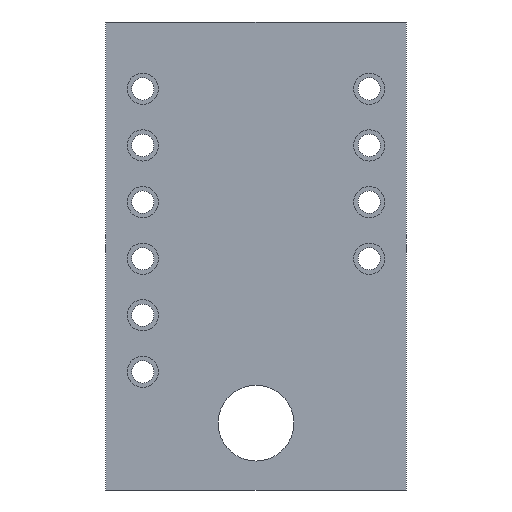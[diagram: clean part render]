
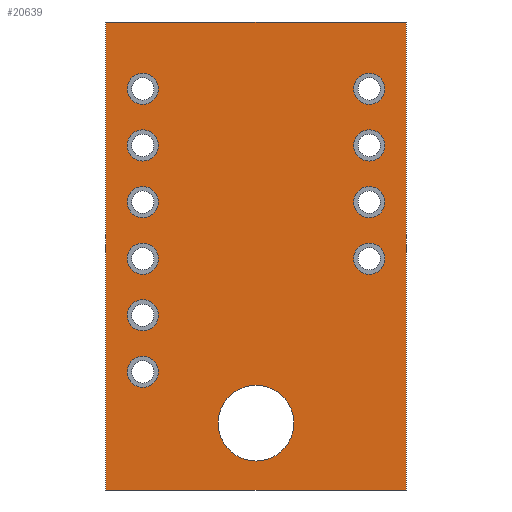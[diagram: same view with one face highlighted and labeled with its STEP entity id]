
A CAD part, left-side view. The second image highlights one B-rep face of the part: STEP entity #20639.
In plain terms, the highlighted planar face has unit normal (-1, 0, 0).
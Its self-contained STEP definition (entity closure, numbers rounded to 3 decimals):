
#2=CARTESIAN_POINT('',(0.,0.,7.5));
#3=DIRECTION('',(-1.,0.,0.));
#4=DIRECTION('',(0.,0.,1.));
#5=AXIS2_PLACEMENT_3D('',#2,#3,#4);
#7=CARTESIAN_POINT('',(0.,0.,7.5));
#8=DIRECTION('',(-1.,0.,0.));
#9=DIRECTION('',(0.,0.,-1.));
#10=AXIS2_PLACEMENT_3D('',#7,#8,#9);
#12=DIRECTION('',(0.,1.,0.));
#13=VECTOR('',#12,13.5);
#14=CARTESIAN_POINT('',(0.,-6.75,-10.5));
#15=LINE('',#14,#13);
#16=DIRECTION('',(0.,0.,1.));
#17=VECTOR('',#16,21.);
#18=CARTESIAN_POINT('',(0.,6.75,-10.5));
#19=LINE('',#18,#17);
#20=DIRECTION('',(0.,-1.,0.));
#21=VECTOR('',#20,13.5);
#22=CARTESIAN_POINT('',(0.,6.75,10.5));
#23=LINE('',#22,#21);
#24=DIRECTION('',(0.,0.,-1.));
#25=VECTOR('',#24,21.);
#26=CARTESIAN_POINT('',(0.,-6.75,10.5));
#27=LINE('',#26,#25);
#28=CARTESIAN_POINT('',(0.,5.08,-7.5));
#29=DIRECTION('',(1.,0.,0.));
#30=DIRECTION('',(0.,0.,-1.));
#31=AXIS2_PLACEMENT_3D('',#28,#29,#30);
#33=CARTESIAN_POINT('',(0.,5.08,-7.5));
#34=DIRECTION('',(1.,0.,0.));
#35=DIRECTION('',(0.,0.,1.));
#36=AXIS2_PLACEMENT_3D('',#33,#34,#35);
#38=CARTESIAN_POINT('',(0.,5.08,-4.96));
#39=DIRECTION('',(1.,0.,0.));
#40=DIRECTION('',(0.,0.,-1.));
#41=AXIS2_PLACEMENT_3D('',#38,#39,#40);
#43=CARTESIAN_POINT('',(0.,5.08,-4.96));
#44=DIRECTION('',(1.,0.,0.));
#45=DIRECTION('',(0.,0.,1.));
#46=AXIS2_PLACEMENT_3D('',#43,#44,#45);
#48=CARTESIAN_POINT('',(0.,5.08,-2.42));
#49=DIRECTION('',(1.,0.,0.));
#50=DIRECTION('',(0.,0.,-1.));
#51=AXIS2_PLACEMENT_3D('',#48,#49,#50);
#53=CARTESIAN_POINT('',(0.,5.08,-2.42));
#54=DIRECTION('',(1.,0.,0.));
#55=DIRECTION('',(0.,0.,1.));
#56=AXIS2_PLACEMENT_3D('',#53,#54,#55);
#58=CARTESIAN_POINT('',(0.,5.08,0.12));
#59=DIRECTION('',(1.,0.,0.));
#60=DIRECTION('',(0.,0.,-1.));
#61=AXIS2_PLACEMENT_3D('',#58,#59,#60);
#63=CARTESIAN_POINT('',(0.,5.08,0.12));
#64=DIRECTION('',(1.,0.,0.));
#65=DIRECTION('',(0.,0.,1.));
#66=AXIS2_PLACEMENT_3D('',#63,#64,#65);
#68=CARTESIAN_POINT('',(0.,-5.08,-7.5));
#69=DIRECTION('',(1.,0.,0.));
#70=DIRECTION('',(0.,0.,-1.));
#71=AXIS2_PLACEMENT_3D('',#68,#69,#70);
#73=CARTESIAN_POINT('',(0.,-5.08,-7.5));
#74=DIRECTION('',(1.,0.,0.));
#75=DIRECTION('',(0.,0.,1.));
#76=AXIS2_PLACEMENT_3D('',#73,#74,#75);
#78=CARTESIAN_POINT('',(0.,-5.08,-4.96));
#79=DIRECTION('',(1.,0.,0.));
#80=DIRECTION('',(0.,0.,-1.));
#81=AXIS2_PLACEMENT_3D('',#78,#79,#80);
#83=CARTESIAN_POINT('',(0.,-5.08,-4.96));
#84=DIRECTION('',(1.,0.,0.));
#85=DIRECTION('',(0.,0.,1.));
#86=AXIS2_PLACEMENT_3D('',#83,#84,#85);
#88=CARTESIAN_POINT('',(0.,-5.08,-2.42));
#89=DIRECTION('',(1.,0.,0.));
#90=DIRECTION('',(0.,0.,-1.));
#91=AXIS2_PLACEMENT_3D('',#88,#89,#90);
#93=CARTESIAN_POINT('',(0.,-5.08,-2.42));
#94=DIRECTION('',(1.,0.,0.));
#95=DIRECTION('',(0.,0.,1.));
#96=AXIS2_PLACEMENT_3D('',#93,#94,#95);
#98=CARTESIAN_POINT('',(0.,-5.08,0.12));
#99=DIRECTION('',(1.,0.,0.));
#100=DIRECTION('',(0.,0.,-1.));
#101=AXIS2_PLACEMENT_3D('',#98,#99,#100);
#103=CARTESIAN_POINT('',(0.,-5.08,0.12));
#104=DIRECTION('',(1.,0.,0.));
#105=DIRECTION('',(0.,0.,1.));
#106=AXIS2_PLACEMENT_3D('',#103,#104,#105);
#108=CARTESIAN_POINT('',(0.,-5.08,2.66));
#109=DIRECTION('',(1.,0.,0.));
#110=DIRECTION('',(0.,0.,-1.));
#111=AXIS2_PLACEMENT_3D('',#108,#109,#110);
#113=CARTESIAN_POINT('',(0.,-5.08,2.66));
#114=DIRECTION('',(1.,0.,0.));
#115=DIRECTION('',(0.,0.,1.));
#116=AXIS2_PLACEMENT_3D('',#113,#114,#115);
#118=CARTESIAN_POINT('',(0.,-5.08,5.2));
#119=DIRECTION('',(1.,0.,0.));
#120=DIRECTION('',(0.,0.,-1.));
#121=AXIS2_PLACEMENT_3D('',#118,#119,#120);
#123=CARTESIAN_POINT('',(0.,-5.08,5.2));
#124=DIRECTION('',(1.,0.,0.));
#125=DIRECTION('',(0.,0.,1.));
#126=AXIS2_PLACEMENT_3D('',#123,#124,#125);
#15450=CARTESIAN_POINT('',(0.,0.,9.2));
#15451=CARTESIAN_POINT('',(0.,0.,5.8));
#15452=VERTEX_POINT('',#15450);
#15453=VERTEX_POINT('',#15451);
#15454=CARTESIAN_POINT('',(0.,-6.75,-10.5));
#15455=CARTESIAN_POINT('',(0.,6.75,-10.5));
#15456=VERTEX_POINT('',#15454);
#15457=VERTEX_POINT('',#15455);
#15458=CARTESIAN_POINT('',(0.,6.75,10.5));
#15459=VERTEX_POINT('',#15458);
#15460=CARTESIAN_POINT('',(0.,-6.75,10.5));
#15461=VERTEX_POINT('',#15460);
#17886=CARTESIAN_POINT('',(0.,5.08,-8.2));
#17887=CARTESIAN_POINT('',(0.,5.08,-6.8));
#17888=VERTEX_POINT('',#17886);
#17889=VERTEX_POINT('',#17887);
#17906=CARTESIAN_POINT('',(0.,5.08,-5.66));
#17907=CARTESIAN_POINT('',(0.,5.08,-4.26));
#17908=VERTEX_POINT('',#17906);
#17909=VERTEX_POINT('',#17907);
#17930=CARTESIAN_POINT('',(0.,5.08,-3.12));
#17931=CARTESIAN_POINT('',(0.,5.08,-1.72));
#17932=VERTEX_POINT('',#17930);
#17933=VERTEX_POINT('',#17931);
#17954=CARTESIAN_POINT('',(0.,5.08,-0.58));
#17955=CARTESIAN_POINT('',(0.,5.08,0.82));
#17956=VERTEX_POINT('',#17954);
#17957=VERTEX_POINT('',#17955);
#17978=CARTESIAN_POINT('',(0.,-5.08,-8.2));
#17979=CARTESIAN_POINT('',(0.,-5.08,-6.8));
#17980=VERTEX_POINT('',#17978);
#17981=VERTEX_POINT('',#17979);
#18002=CARTESIAN_POINT('',(0.,-5.08,-5.66));
#18003=CARTESIAN_POINT('',(0.,-5.08,-4.26));
#18004=VERTEX_POINT('',#18002);
#18005=VERTEX_POINT('',#18003);
#18026=CARTESIAN_POINT('',(0.,-5.08,-3.12));
#18027=CARTESIAN_POINT('',(0.,-5.08,-1.72));
#18028=VERTEX_POINT('',#18026);
#18029=VERTEX_POINT('',#18027);
#18050=CARTESIAN_POINT('',(0.,-5.08,-0.58));
#18051=CARTESIAN_POINT('',(0.,-5.08,0.82));
#18052=VERTEX_POINT('',#18050);
#18053=VERTEX_POINT('',#18051);
#18074=CARTESIAN_POINT('',(0.,-5.08,1.96));
#18075=CARTESIAN_POINT('',(0.,-5.08,3.36));
#18076=VERTEX_POINT('',#18074);
#18077=VERTEX_POINT('',#18075);
#18098=CARTESIAN_POINT('',(0.,-5.08,4.5));
#18099=CARTESIAN_POINT('',(0.,-5.08,5.9));
#18100=VERTEX_POINT('',#18098);
#18101=VERTEX_POINT('',#18099);
#20558=CARTESIAN_POINT('',(0.,0.,0.));
#20559=DIRECTION('',(1.,0.,0.));
#20560=DIRECTION('',(0.,0.,1.));
#20561=AXIS2_PLACEMENT_3D('',#20558,#20559,#20560);
#20562=PLANE('',#20561);
#20564=ORIENTED_EDGE('',*,*,#20563,.T.);
#20566=ORIENTED_EDGE('',*,*,#20565,.T.);
#20568=ORIENTED_EDGE('',*,*,#20567,.T.);
#20570=ORIENTED_EDGE('',*,*,#20569,.T.);
#20571=EDGE_LOOP('',(#20564,#20566,#20568,#20570));
#20572=FACE_OUTER_BOUND('',#20571,.F.);
#20574=ORIENTED_EDGE('',*,*,#20573,.T.);
#20576=ORIENTED_EDGE('',*,*,#20575,.T.);
#20577=EDGE_LOOP('',(#20574,#20576));
#20578=FACE_BOUND('',#20577,.F.);
#20580=ORIENTED_EDGE('',*,*,#20579,.F.);
#20582=ORIENTED_EDGE('',*,*,#20581,.F.);
#20583=EDGE_LOOP('',(#20580,#20582));
#20584=FACE_BOUND('',#20583,.F.);
#20586=ORIENTED_EDGE('',*,*,#20585,.F.);
#20588=ORIENTED_EDGE('',*,*,#20587,.F.);
#20589=EDGE_LOOP('',(#20586,#20588));
#20590=FACE_BOUND('',#20589,.F.);
#20592=ORIENTED_EDGE('',*,*,#20591,.F.);
#20594=ORIENTED_EDGE('',*,*,#20593,.F.);
#20595=EDGE_LOOP('',(#20592,#20594));
#20596=FACE_BOUND('',#20595,.F.);
#20598=ORIENTED_EDGE('',*,*,#20597,.F.);
#20600=ORIENTED_EDGE('',*,*,#20599,.F.);
#20601=EDGE_LOOP('',(#20598,#20600));
#20602=FACE_BOUND('',#20601,.F.);
#20604=ORIENTED_EDGE('',*,*,#20603,.F.);
#20606=ORIENTED_EDGE('',*,*,#20605,.F.);
#20607=EDGE_LOOP('',(#20604,#20606));
#20608=FACE_BOUND('',#20607,.F.);
#20610=ORIENTED_EDGE('',*,*,#20609,.F.);
#20612=ORIENTED_EDGE('',*,*,#20611,.F.);
#20613=EDGE_LOOP('',(#20610,#20612));
#20614=FACE_BOUND('',#20613,.F.);
#20616=ORIENTED_EDGE('',*,*,#20615,.F.);
#20618=ORIENTED_EDGE('',*,*,#20617,.F.);
#20619=EDGE_LOOP('',(#20616,#20618));
#20620=FACE_BOUND('',#20619,.F.);
#20622=ORIENTED_EDGE('',*,*,#20621,.F.);
#20624=ORIENTED_EDGE('',*,*,#20623,.F.);
#20625=EDGE_LOOP('',(#20622,#20624));
#20626=FACE_BOUND('',#20625,.F.);
#20628=ORIENTED_EDGE('',*,*,#20627,.F.);
#20630=ORIENTED_EDGE('',*,*,#20629,.F.);
#20631=EDGE_LOOP('',(#20628,#20630));
#20632=FACE_BOUND('',#20631,.F.);
#20634=ORIENTED_EDGE('',*,*,#20633,.F.);
#20636=ORIENTED_EDGE('',*,*,#20635,.F.);
#20637=EDGE_LOOP('',(#20634,#20636));
#20638=FACE_BOUND('',#20637,.F.);
#20639=ADVANCED_FACE('',(#20572,#20578,#20584,#20590,#20596,#20602,#20608,
#20614,#20620,#20626,#20632,#20638),#20562,.F.);
#6=CIRCLE('',#5,1.7);
#11=CIRCLE('',#10,1.7);
#32=CIRCLE('',#31,0.7);
#37=CIRCLE('',#36,0.7);
#42=CIRCLE('',#41,0.7);
#47=CIRCLE('',#46,0.7);
#52=CIRCLE('',#51,0.7);
#57=CIRCLE('',#56,0.7);
#62=CIRCLE('',#61,0.7);
#67=CIRCLE('',#66,0.7);
#72=CIRCLE('',#71,0.7);
#77=CIRCLE('',#76,0.7);
#82=CIRCLE('',#81,0.7);
#87=CIRCLE('',#86,0.7);
#92=CIRCLE('',#91,0.7);
#97=CIRCLE('',#96,0.7);
#102=CIRCLE('',#101,0.7);
#107=CIRCLE('',#106,0.7);
#112=CIRCLE('',#111,0.7);
#117=CIRCLE('',#116,0.7);
#122=CIRCLE('',#121,0.7);
#127=CIRCLE('',#126,0.7);
#20563=EDGE_CURVE('',#15456,#15457,#15,.T.);
#20565=EDGE_CURVE('',#15457,#15459,#19,.T.);
#20567=EDGE_CURVE('',#15459,#15461,#23,.T.);
#20569=EDGE_CURVE('',#15461,#15456,#27,.T.);
#20573=EDGE_CURVE('',#15452,#15453,#6,.T.);
#20575=EDGE_CURVE('',#15453,#15452,#11,.T.);
#20579=EDGE_CURVE('',#17888,#17889,#32,.T.);
#20581=EDGE_CURVE('',#17889,#17888,#37,.T.);
#20585=EDGE_CURVE('',#17908,#17909,#42,.T.);
#20587=EDGE_CURVE('',#17909,#17908,#47,.T.);
#20591=EDGE_CURVE('',#17932,#17933,#52,.T.);
#20593=EDGE_CURVE('',#17933,#17932,#57,.T.);
#20597=EDGE_CURVE('',#17956,#17957,#62,.T.);
#20599=EDGE_CURVE('',#17957,#17956,#67,.T.);
#20603=EDGE_CURVE('',#17980,#17981,#72,.T.);
#20605=EDGE_CURVE('',#17981,#17980,#77,.T.);
#20609=EDGE_CURVE('',#18004,#18005,#82,.T.);
#20611=EDGE_CURVE('',#18005,#18004,#87,.T.);
#20615=EDGE_CURVE('',#18028,#18029,#92,.T.);
#20617=EDGE_CURVE('',#18029,#18028,#97,.T.);
#20621=EDGE_CURVE('',#18052,#18053,#102,.T.);
#20623=EDGE_CURVE('',#18053,#18052,#107,.T.);
#20627=EDGE_CURVE('',#18076,#18077,#112,.T.);
#20629=EDGE_CURVE('',#18077,#18076,#117,.T.);
#20633=EDGE_CURVE('',#18100,#18101,#122,.T.);
#20635=EDGE_CURVE('',#18101,#18100,#127,.T.);
